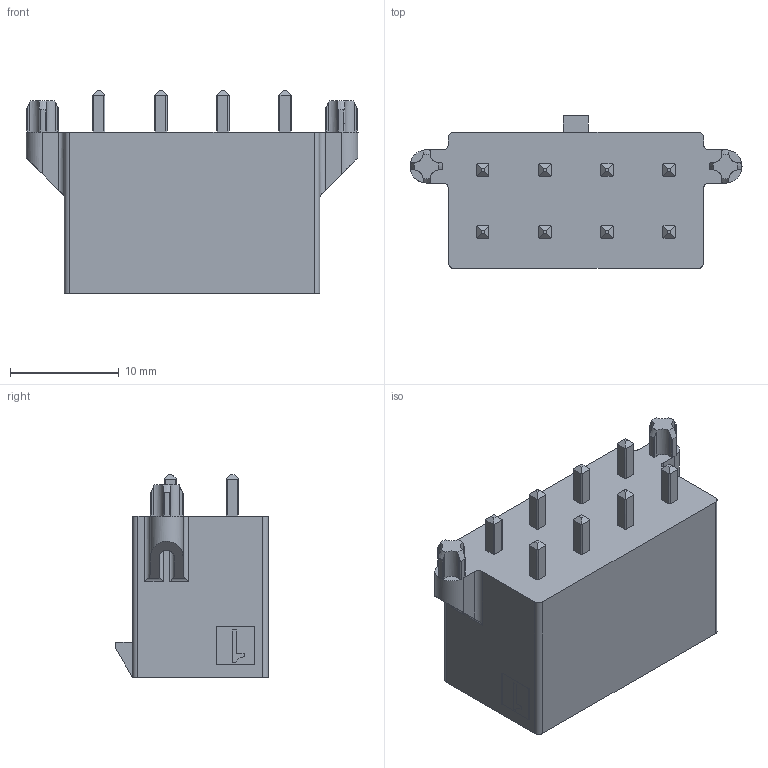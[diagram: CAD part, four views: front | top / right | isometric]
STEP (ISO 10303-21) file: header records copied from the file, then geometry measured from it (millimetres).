
FILE_DESCRIPTION((''),'2;1');
FILE_NAME('1720651008','2013-12-23T',('me'),(''),'PRO/ENGINEER BY PARAMETRIC TECHNOLOGY CORPORATION, 2011490','PRO/ENGINEER BY PARAMETRIC TECHNOLOGY CORPORATION, 2011490','');
FILE_SCHEMA(('CONFIG_CONTROL_DESIGN'));
Length unit declared in the file: millimetre
Products named in the file (1): 1720651008
Bounding box: 30.49 x 14.03 x 18.58 mm (x, y, z)
Volume: 2241 mm3; surface area: 3922.5 mm2
Topology: 1 solids, 1 shells, 502 faces, 1404 edges, 934 vertices
Faces by surface type: plane 378, cylinder 116, cone 8
Entity records: 16190 total; most frequent: CARTESIAN_POINT 3451, ORIENTED_EDGE 2768, DIRECTION 2389, EDGE_CURVE 1384, VECTOR 1033, LINE 1033, VERTEX_POINT 914, AXIS2_PLACEMENT_3D 678
